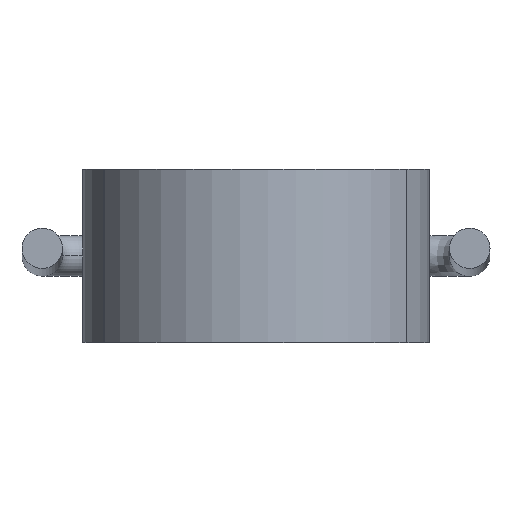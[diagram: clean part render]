
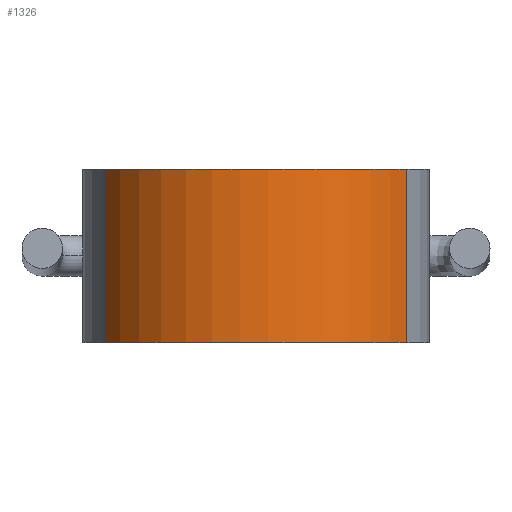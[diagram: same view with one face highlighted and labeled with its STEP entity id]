
A CAD part, top view. The second image highlights one B-rep face of the part: STEP entity #1326.
In plain terms, the highlighted cylindrical face has radius 3 mm (diameter 6 mm), a partial arc.
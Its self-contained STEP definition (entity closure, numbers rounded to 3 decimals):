
#12 = LINE ( 'NONE', #119, #46 ) ;
#41 = CARTESIAN_POINT ( 'NONE',  ( 2.603, 3., 1.491 ) ) ;
#46 = VECTOR ( 'NONE', #1178, 1000. ) ;
#70 = CYLINDRICAL_SURFACE ( 'NONE', #1315, 3. ) ;
#75 = VERTEX_POINT ( 'NONE', #1396 ) ;
#119 = CARTESIAN_POINT ( 'NONE',  ( 2.603, 3., 1.491 ) ) ;
#161 = EDGE_CURVE ( 'NONE', #1460, #75, #12, .T. ) ;
#168 = AXIS2_PLACEMENT_3D ( 'NONE', #520, #1453, #283 ) ;
#171 = CARTESIAN_POINT ( 'NONE',  ( -2.635, 3., 1.434 ) ) ;
#178 = AXIS2_PLACEMENT_3D ( 'NONE', #184, #529, #632 ) ;
#184 = CARTESIAN_POINT ( 'NONE',  ( 0., 0., 0. ) ) ;
#283 = DIRECTION ( 'NONE',  ( 0., 0., 1. ) ) ;
#447 = DIRECTION ( 'NONE',  ( 0., 0., -1. ) ) ;
#454 = CIRCLE ( 'NONE', #168, 3. ) ;
#461 = ORIENTED_EDGE ( 'NONE', *, *, #673, .T. ) ;
#507 = CARTESIAN_POINT ( 'NONE',  ( -2.635, 0., 1.434 ) ) ;
#511 = EDGE_CURVE ( 'NONE', #1292, #1080, #1349, .T. ) ;
#520 = CARTESIAN_POINT ( 'NONE',  ( 0., 3., 0. ) ) ;
#529 = DIRECTION ( 'NONE',  ( 0., 1., 0. ) ) ;
#542 = CARTESIAN_POINT ( 'NONE',  ( -2.635, 3., 1.434 ) ) ;
#593 = EDGE_CURVE ( 'NONE', #1292, #1460, #454, .T. ) ;
#632 = DIRECTION ( 'NONE',  ( 0., 0., 1. ) ) ;
#651 = DIRECTION ( 'NONE',  ( 0., -1., 0. ) ) ;
#673 = EDGE_CURVE ( 'NONE', #1080, #75, #1004, .T. ) ;
#809 = ORIENTED_EDGE ( 'NONE', *, *, #511, .T. ) ;
#888 = ORIENTED_EDGE ( 'NONE', *, *, #593, .F. ) ;
#985 = VECTOR ( 'NONE', #651, 1000. ) ;
#1004 = CIRCLE ( 'NONE', #178, 3. ) ;
#1054 = ORIENTED_EDGE ( 'NONE', *, *, #161, .F. ) ;
#1080 = VERTEX_POINT ( 'NONE', #507 ) ;
#1134 = DIRECTION ( 'NONE',  ( 0., -1., 0. ) ) ;
#1151 = CARTESIAN_POINT ( 'NONE',  ( 0., 3., 0. ) ) ;
#1178 = DIRECTION ( 'NONE',  ( 0., -1., 0. ) ) ;
#1292 = VERTEX_POINT ( 'NONE', #542 ) ;
#1315 = AXIS2_PLACEMENT_3D ( 'NONE', #1151, #1134, #447 ) ;
#1326 = ADVANCED_FACE ( 'NONE', ( #1480 ), #70, .T. ) ;
#1349 = LINE ( 'NONE', #171, #985 ) ;
#1396 = CARTESIAN_POINT ( 'NONE',  ( 2.603, 0., 1.491 ) ) ;
#1453 = DIRECTION ( 'NONE',  ( 0., 1., 0. ) ) ;
#1460 = VERTEX_POINT ( 'NONE', #41 ) ;
#1480 = FACE_OUTER_BOUND ( 'NONE', #1496, .T. ) ;
#1496 = EDGE_LOOP ( 'NONE', ( #888, #809, #461, #1054 ) ) ;
